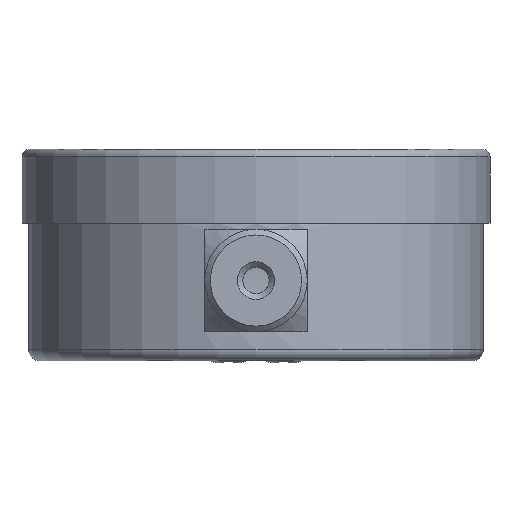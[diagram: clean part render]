
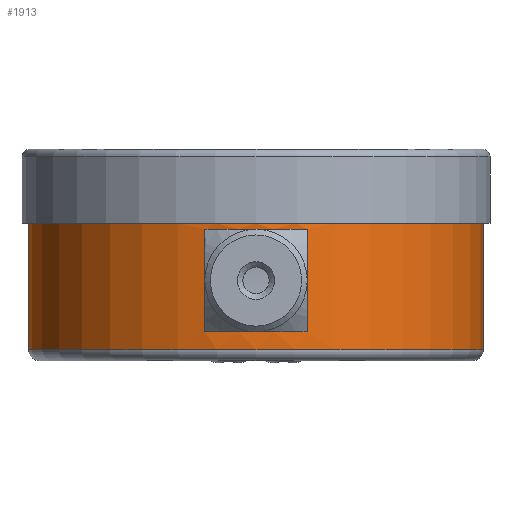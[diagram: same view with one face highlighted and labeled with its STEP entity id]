
A CAD part, front view. The second image highlights one B-rep face of the part: STEP entity #1913.
In plain terms, the highlighted cylindrical face has radius 30.747 mm (diameter 61.493 mm), a full revolution.
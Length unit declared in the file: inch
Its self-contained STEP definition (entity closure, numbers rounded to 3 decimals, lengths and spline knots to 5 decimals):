
#23 = EDGE_CURVE ( 'NONE', #9492, #9492, #3295, .T. ) ;
#44 = DIRECTION ( 'NONE',  ( 1., 0., 0. ) ) ;
#188 = VERTEX_POINT ( 'NONE', #8061 ) ;
#198 = EDGE_CURVE ( 'NONE', #9148, #5052, #4771, .T. ) ;
#199 = VERTEX_POINT ( 'NONE', #5373 ) ;
#351 = DIRECTION ( 'NONE',  ( 0., 0., 1. ) ) ;
#375 = LINE ( 'NONE', #540, #9141 ) ;
#540 = CARTESIAN_POINT ( 'NONE',  ( -0.2725, -1.17943, -1.125 ) ) ;
#745 = CARTESIAN_POINT ( 'NONE',  ( -0.2725, -1.17943, -0.97049 ) ) ;
#851 = FACE_OUTER_BOUND ( 'NONE', #6792, .T. ) ;
#925 = EDGE_CURVE ( 'NONE', #188, #7865, #375, .T. ) ;
#1158 = CARTESIAN_POINT ( 'NONE',  ( 0.2725, -1.17943, -1.125 ) ) ;
#1272 = DIRECTION ( 'NONE',  ( 1., 0., 0. ) ) ;
#1343 = CIRCLE ( 'NONE', #9406, 1.2105 ) ;
#1745 = CARTESIAN_POINT ( 'NONE',  ( 0., 0., -1.125 ) ) ;
#1814 = EDGE_LOOP ( 'NONE', ( #6868 ) ) ;
#1815 = CARTESIAN_POINT ( 'NONE',  ( 0.2725, -1.17943, -0.42549 ) ) ;
#1913 = ADVANCED_FACE ( 'NONE', ( #4226, #3356, #851 ), #5029, .T. ) ;
#2641 = CARTESIAN_POINT ( 'NONE',  ( 1.2105, 0., -0.394 ) ) ;
#2712 = EDGE_CURVE ( 'NONE', #7865, #9148, #5945, .T. ) ;
#2886 = EDGE_CURVE ( 'NONE', #5052, #188, #8460, .T. ) ;
#3107 = DIRECTION ( 'NONE',  ( 0., 0., -1. ) ) ;
#3111 = ORIENTED_EDGE ( 'NONE', *, *, #198, .F. ) ;
#3295 = CIRCLE ( 'NONE', #4951, 1.2105 ) ;
#3356 = FACE_OUTER_BOUND ( 'NONE', #1814, .T. ) ;
#3553 = CARTESIAN_POINT ( 'NONE',  ( 0., 0., -0.394 ) ) ;
#3560 = DIRECTION ( 'NONE',  ( -1., 0., 0. ) ) ;
#3611 = AXIS2_PLACEMENT_3D ( 'NONE', #5121, #5933, #3560 ) ;
#4103 = DIRECTION ( 'NONE',  ( 0., 0., 1. ) ) ;
#4226 = FACE_BOUND ( 'NONE', #10860, .T. ) ;
#4685 = CARTESIAN_POINT ( 'NONE',  ( 0., 0., -1.065 ) ) ;
#4744 = DIRECTION ( 'NONE',  ( 1., 0., 0. ) ) ;
#4771 = LINE ( 'NONE', #1158, #5828 ) ;
#4951 = AXIS2_PLACEMENT_3D ( 'NONE', #3553, #7845, #44 ) ;
#5024 = CARTESIAN_POINT ( 'NONE',  ( 0.2725, -1.17943, -0.97049 ) ) ;
#5029 = CYLINDRICAL_SURFACE ( 'NONE', #6421, 1.2105 ) ;
#5052 = VERTEX_POINT ( 'NONE', #1815 ) ;
#5121 = CARTESIAN_POINT ( 'NONE',  ( 0., 0., -0.97049 ) ) ;
#5373 = CARTESIAN_POINT ( 'NONE',  ( 1.2105, 0., -1.065 ) ) ;
#5767 = ORIENTED_EDGE ( 'NONE', *, *, #23, .T. ) ;
#5828 = VECTOR ( 'NONE', #8223, 39.37008 ) ;
#5933 = DIRECTION ( 'NONE',  ( 0., 0., 1. ) ) ;
#5945 = CIRCLE ( 'NONE', #3611, 1.2105 ) ;
#6285 = EDGE_CURVE ( 'NONE', #199, #199, #1343, .T. ) ;
#6410 = ORIENTED_EDGE ( 'NONE', *, *, #2886, .F. ) ;
#6421 = AXIS2_PLACEMENT_3D ( 'NONE', #1745, #4103, #11047 ) ;
#6792 = EDGE_LOOP ( 'NONE', ( #5767 ) ) ;
#6868 = ORIENTED_EDGE ( 'NONE', *, *, #6285, .T. ) ;
#7845 = DIRECTION ( 'NONE',  ( 0., 0., -1. ) ) ;
#7865 = VERTEX_POINT ( 'NONE', #745 ) ;
#8061 = CARTESIAN_POINT ( 'NONE',  ( -0.2725, -1.17943, -0.42549 ) ) ;
#8223 = DIRECTION ( 'NONE',  ( 0., 0., 1. ) ) ;
#8460 = CIRCLE ( 'NONE', #10601, 1.2105 ) ;
#9141 = VECTOR ( 'NONE', #3107, 39.37008 ) ;
#9148 = VERTEX_POINT ( 'NONE', #5024 ) ;
#9406 = AXIS2_PLACEMENT_3D ( 'NONE', #4685, #351, #4744 ) ;
#9492 = VERTEX_POINT ( 'NONE', #2641 ) ;
#10409 = ORIENTED_EDGE ( 'NONE', *, *, #925, .F. ) ;
#10601 = AXIS2_PLACEMENT_3D ( 'NONE', #10705, #10645, #1272 ) ;
#10645 = DIRECTION ( 'NONE',  ( 0., 0., -1. ) ) ;
#10705 = CARTESIAN_POINT ( 'NONE',  ( 0., 0., -0.42549 ) ) ;
#10860 = EDGE_LOOP ( 'NONE', ( #3111, #11050, #10409, #6410 ) ) ;
#11047 = DIRECTION ( 'NONE',  ( 1., 0., 0. ) ) ;
#11050 = ORIENTED_EDGE ( 'NONE', *, *, #2712, .F. ) ;
